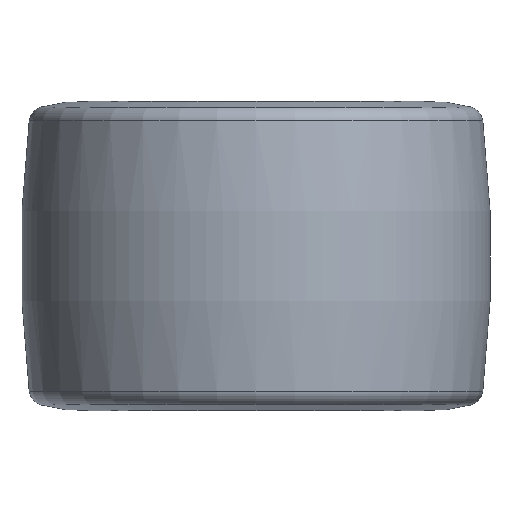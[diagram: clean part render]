
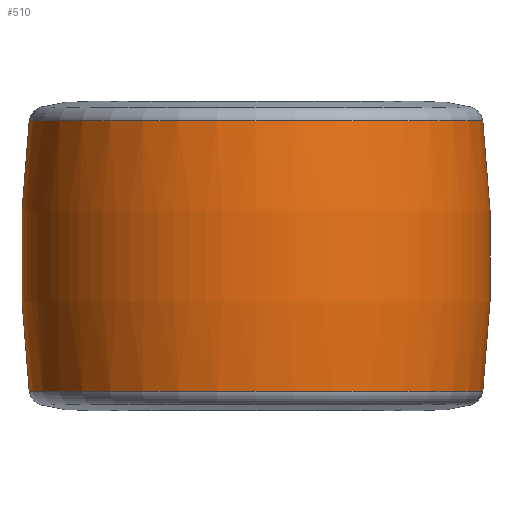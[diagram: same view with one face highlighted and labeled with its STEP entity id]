
A CAD part, front view. The second image highlights one B-rep face of the part: STEP entity #510.
In plain terms, the highlighted toroidal (fillet/blend) face has major radius 554.468 mm and minor radius 700 mm.
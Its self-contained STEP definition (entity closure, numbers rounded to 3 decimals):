
#13 = CARTESIAN_POINT ( 'NONE',  ( -554.468, 0., 0. ) ) ;
#14 = CARTESIAN_POINT ( 'NONE',  ( 0., 0., 83.751 ) ) ;
#15 = DIRECTION ( 'NONE',  ( -1., 0., 0. ) ) ;
#21 = ORIENTED_EDGE ( 'NONE', *, *, #25, .T. ) ;
#25 = EDGE_CURVE ( 'NONE', #391, #664, #311, .T. ) ;
#32 = ORIENTED_EDGE ( 'NONE', *, *, #590, .F. ) ;
#121 = VERTEX_POINT ( 'NONE', #129 ) ;
#122 = AXIS2_PLACEMENT_3D ( 'NONE', #14, #720, #582 ) ;
#129 = CARTESIAN_POINT ( 'NONE',  ( -140.504, 0., -83.751 ) ) ;
#143 = DIRECTION ( 'NONE',  ( 0., 1., 0. ) ) ;
#167 = CARTESIAN_POINT ( 'NONE',  ( 140.504, 0., 83.751 ) ) ;
#178 = AXIS2_PLACEMENT_3D ( 'NONE', #397, #654, #211 ) ;
#190 = CARTESIAN_POINT ( 'NONE',  ( 0., 0., 0. ) ) ;
#210 = AXIS2_PLACEMENT_3D ( 'NONE', #677, #356, #537 ) ;
#211 = DIRECTION ( 'NONE',  ( -1., 0., 0. ) ) ;
#222 = CARTESIAN_POINT ( 'NONE',  ( -140.504, 0., 83.751 ) ) ;
#227 = CIRCLE ( 'NONE', #687, 700. ) ;
#246 = EDGE_LOOP ( 'NONE', ( #32, #21, #543, #568 ) ) ;
#277 = EDGE_CURVE ( 'NONE', #664, #121, #570, .T. ) ;
#311 = CIRCLE ( 'NONE', #122, 140.504 ) ;
#356 = DIRECTION ( 'NONE',  ( 0., -1., 0. ) ) ;
#391 = VERTEX_POINT ( 'NONE', #167 ) ;
#397 = CARTESIAN_POINT ( 'NONE',  ( 0., 0., -83.751 ) ) ;
#398 = DIRECTION ( 'NONE',  ( -1., 0., 0. ) ) ;
#503 = AXIS2_PLACEMENT_3D ( 'NONE', #190, #638, #15 ) ;
#510 = ADVANCED_FACE ( 'NONE', ( #530 ), #572, .T. ) ;
#530 = FACE_OUTER_BOUND ( 'NONE', #246, .T. ) ;
#537 = DIRECTION ( 'NONE',  ( 0., 0., -1. ) ) ;
#543 = ORIENTED_EDGE ( 'NONE', *, *, #277, .T. ) ;
#568 = ORIENTED_EDGE ( 'NONE', *, *, #674, .F. ) ;
#570 = CIRCLE ( 'NONE', #210, 700. ) ;
#572 = TOROIDAL_SURFACE ( 'NONE', #503, -554.468, 700. ) ;
#582 = DIRECTION ( 'NONE',  ( -1., 0., 0. ) ) ;
#590 = EDGE_CURVE ( 'NONE', #391, #696, #227, .T. ) ;
#638 = DIRECTION ( 'NONE',  ( 0., 0., -1. ) ) ;
#654 = DIRECTION ( 'NONE',  ( 0., 0., -1. ) ) ;
#664 = VERTEX_POINT ( 'NONE', #222 ) ;
#674 = EDGE_CURVE ( 'NONE', #696, #121, #806, .T. ) ;
#677 = CARTESIAN_POINT ( 'NONE',  ( 554.468, 0., 0. ) ) ;
#687 = AXIS2_PLACEMENT_3D ( 'NONE', #13, #143, #398 ) ;
#696 = VERTEX_POINT ( 'NONE', #805 ) ;
#720 = DIRECTION ( 'NONE',  ( 0., 0., -1. ) ) ;
#805 = CARTESIAN_POINT ( 'NONE',  ( 140.504, 0., -83.751 ) ) ;
#806 = CIRCLE ( 'NONE', #178, 140.504 ) ;
